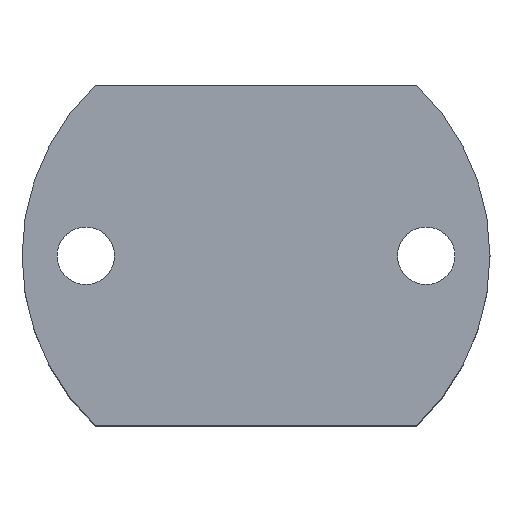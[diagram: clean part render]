
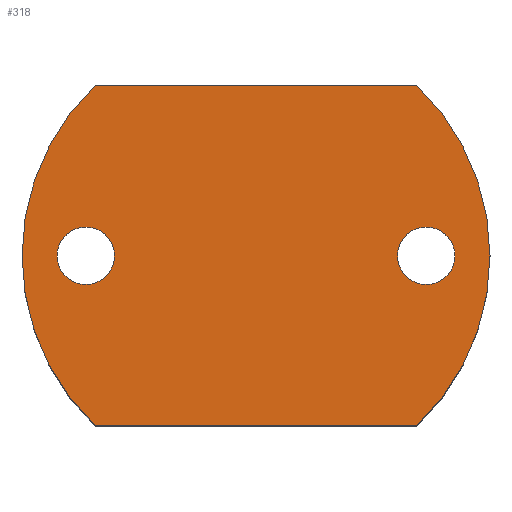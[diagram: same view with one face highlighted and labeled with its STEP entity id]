
A CAD part, top view. The second image highlights one B-rep face of the part: STEP entity #318.
In plain terms, the highlighted planar face has unit normal (0, 0, 1).
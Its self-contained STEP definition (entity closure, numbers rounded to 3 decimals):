
#22=FACE_BOUND('',#82,.T.);
#23=FACE_BOUND('',#83,.T.);
#33=PLANE('',#378);
#53=FACE_OUTER_BOUND('',#81,.T.);
#81=EDGE_LOOP('',(#262,#263,#264,#265));
#82=EDGE_LOOP('',(#266));
#83=EDGE_LOOP('',(#267));
#94=LINE('',#539,#110);
#98=LINE('',#551,#114);
#110=VECTOR('',#453,10.);
#114=VECTOR('',#465,10.);
#122=CIRCLE('',#350,1.35);
#123=CIRCLE('',#352,1.35);
#133=CIRCLE('',#372,11.);
#135=CIRCLE('',#376,11.);
#142=VERTEX_POINT('',#497);
#143=VERTEX_POINT('',#501);
#154=VERTEX_POINT('',#536);
#155=VERTEX_POINT('',#538);
#157=VERTEX_POINT('',#544);
#159=VERTEX_POINT('',#550);
#169=EDGE_CURVE('',#142,#142,#122,.T.);
#171=EDGE_CURVE('',#143,#143,#123,.T.);
#186=EDGE_CURVE('',#155,#154,#94,.T.);
#189=EDGE_CURVE('',#157,#155,#133,.T.);
#192=EDGE_CURVE('',#159,#157,#98,.T.);
#195=EDGE_CURVE('',#154,#159,#135,.T.);
#262=ORIENTED_EDGE('',*,*,#195,.T.);
#263=ORIENTED_EDGE('',*,*,#192,.T.);
#264=ORIENTED_EDGE('',*,*,#189,.T.);
#265=ORIENTED_EDGE('',*,*,#186,.T.);
#266=ORIENTED_EDGE('',*,*,#169,.T.);
#267=ORIENTED_EDGE('',*,*,#171,.T.);
#318=ADVANCED_FACE('',(#53,#22,#23),#33,.T.);
#350=AXIS2_PLACEMENT_3D('',#499,#406,#407);
#352=AXIS2_PLACEMENT_3D('',#503,#411,#412);
#372=AXIS2_PLACEMENT_3D('',#545,#459,#460);
#376=AXIS2_PLACEMENT_3D('',#555,#471,#472);
#378=AXIS2_PLACEMENT_3D('',#557,#475,#476);
#406=DIRECTION('center_axis',(0.,0.,-1.));
#407=DIRECTION('ref_axis',(-1.,0.,0.));
#411=DIRECTION('center_axis',(0.,0.,-1.));
#412=DIRECTION('ref_axis',(-1.,0.,0.));
#453=DIRECTION('',(1.,0.,0.));
#459=DIRECTION('center_axis',(0.,0.,1.));
#460=DIRECTION('ref_axis',(0.686,-0.727,0.));
#465=DIRECTION('',(-1.,0.,0.));
#471=DIRECTION('center_axis',(0.,0.,1.));
#472=DIRECTION('ref_axis',(-0.686,0.727,0.));
#475=DIRECTION('center_axis',(0.,0.,1.));
#476=DIRECTION('ref_axis',(1.,0.,0.));
#497=CARTESIAN_POINT('',(-20.953,-15.726,11.23));
#499=CARTESIAN_POINT('Origin',(-22.303,-15.726,11.23));
#501=CARTESIAN_POINT('',(-4.953,-15.726,11.23));
#503=CARTESIAN_POINT('Origin',(-6.303,-15.726,11.23));
#536=CARTESIAN_POINT('',(-6.754,-23.726,11.23));
#538=CARTESIAN_POINT('',(-21.853,-23.726,11.23));
#539=CARTESIAN_POINT('',(-6.754,-23.726,11.23));
#544=CARTESIAN_POINT('',(-21.853,-7.726,11.23));
#545=CARTESIAN_POINT('Origin',(-14.303,-15.726,11.23));
#550=CARTESIAN_POINT('',(-6.754,-7.726,11.23));
#551=CARTESIAN_POINT('',(-21.853,-7.726,11.23));
#555=CARTESIAN_POINT('Origin',(-14.303,-15.726,11.23));
#557=CARTESIAN_POINT('Origin',(-14.303,-15.726,11.23));
